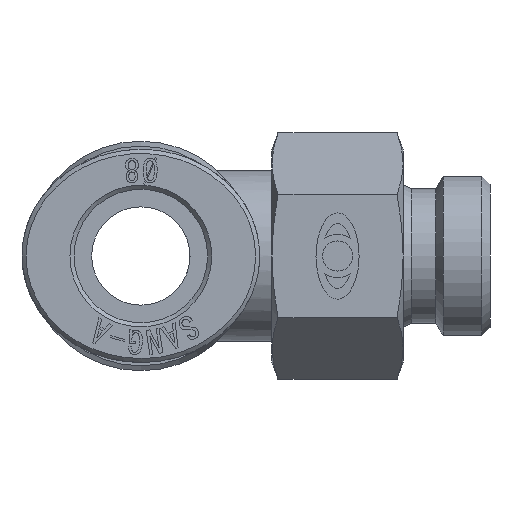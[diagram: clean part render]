
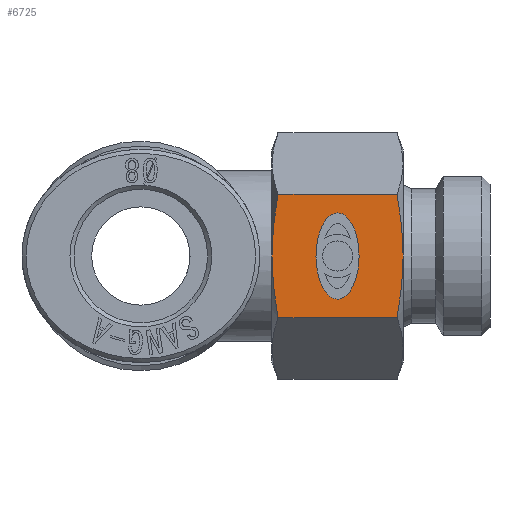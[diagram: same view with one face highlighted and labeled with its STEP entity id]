
A CAD part, left-side view. The second image highlights one B-rep face of the part: STEP entity #6725.
In plain terms, the highlighted face is planar.
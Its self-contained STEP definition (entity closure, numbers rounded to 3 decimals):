
#6607=CARTESIAN_POINT('',(6.5,-4.,-2.63));
#6608=VERTEX_POINT('',#6607);
#6609=CARTESIAN_POINT('',(6.5,-4.,0.));
#6610=DIRECTION('',(-1.0,0.0,0.0));
#6611=DIRECTION('',(0.0,0.0,1.0));
#6612=AXIS2_PLACEMENT_3D('',#6609,#6610,#6611);
#6613=ELLIPSE('',#6612,2.63,1.316);
#6614=EDGE_CURVE('',#6608,#6608,#6613,.T.);
#6639=CARTESIAN_POINT('',(6.5,0.,-3.753));
#6640=DIRECTION('',(1.0,0.0,0.0));
#6641=DIRECTION('',(0.0,0.0,1.0));
#6642=AXIS2_PLACEMENT_3D('',#6639,#6640,#6641);
#6643=PLANE('',#6642);
#6644=CARTESIAN_POINT('',(6.5,-8.,0.0));
#6645=VERTEX_POINT('',#6644);
#6646=CARTESIAN_POINT('',(6.5,-7.634,-3.753));
#6647=VERTEX_POINT('',#6646);
#6648=CARTESIAN_POINT('',(6.5,-8.,0.0));
#6649=CARTESIAN_POINT('',(6.5,-8.,-1.742));
#6650=CARTESIAN_POINT('',(6.5,-7.634,-3.753));
#6658=(BOUNDED_CURVE()B_SPLINE_CURVE(2,(#6648,#6649,#6650),.UNSPECIFIED.,.F.,.U.)B_SPLINE_CURVE_WITH_KNOTS((3,3),(0.643,1.053),.UNSPECIFIED.)CURVE()GEOMETRIC_REPRESENTATION_ITEM()RATIONAL_B_SPLINE_CURVE((1.0,1.061,1.044))REPRESENTATION_ITEM(''));
#6659=EDGE_CURVE('',#6645,#6647,#6658,.T.);
#6660=ORIENTED_EDGE('',*,*,#6659,.T.);
#6661=CARTESIAN_POINT('',(6.5,-0.366,-3.753));
#6662=VERTEX_POINT('',#6661);
#6663=CARTESIAN_POINT('',(6.5,-0.366,-3.753));
#6664=DIRECTION('',(0.0,-1.0,0.0));
#6665=VECTOR('',#6664,7.268);
#6666=LINE('',#6663,#6665);
#6667=EDGE_CURVE('',#6662,#6647,#6666,.T.);
#6668=ORIENTED_EDGE('',*,*,#6667,.F.);
#6669=CARTESIAN_POINT('',(6.5,0.0,0.0));
#6670=VERTEX_POINT('',#6669);
#6671=CARTESIAN_POINT('',(6.5,-0.366,-3.753));
#6672=CARTESIAN_POINT('',(6.5,0.,-1.742));
#6673=CARTESIAN_POINT('',(6.5,0.,0.0));
#6681=(BOUNDED_CURVE()B_SPLINE_CURVE(2,(#6671,#6672,#6673),.UNSPECIFIED.,.F.,.U.)B_SPLINE_CURVE_WITH_KNOTS((3,3),(0.234,0.643),.UNSPECIFIED.)CURVE()GEOMETRIC_REPRESENTATION_ITEM()RATIONAL_B_SPLINE_CURVE((1.044,1.061,1.0))REPRESENTATION_ITEM(''));
#6682=EDGE_CURVE('',#6662,#6670,#6681,.T.);
#6683=ORIENTED_EDGE('',*,*,#6682,.T.);
#6684=CARTESIAN_POINT('',(6.5,-0.366,3.753));
#6685=VERTEX_POINT('',#6684);
#6686=CARTESIAN_POINT('',(6.5,0.,0.0));
#6687=CARTESIAN_POINT('',(6.5,0.,1.742));
#6688=CARTESIAN_POINT('',(6.5,-0.366,3.753));
#6696=(BOUNDED_CURVE()B_SPLINE_CURVE(2,(#6686,#6687,#6688),.UNSPECIFIED.,.F.,.U.)B_SPLINE_CURVE_WITH_KNOTS((3,3),(0.643,1.053),.UNSPECIFIED.)CURVE()GEOMETRIC_REPRESENTATION_ITEM()RATIONAL_B_SPLINE_CURVE((1.0,1.061,1.044))REPRESENTATION_ITEM(''));
#6697=EDGE_CURVE('',#6670,#6685,#6696,.T.);
#6698=ORIENTED_EDGE('',*,*,#6697,.T.);
#6699=CARTESIAN_POINT('',(6.5,-7.634,3.753));
#6700=VERTEX_POINT('',#6699);
#6701=CARTESIAN_POINT('',(6.5,-0.366,3.753));
#6702=DIRECTION('',(0.0,-1.0,0.0));
#6703=VECTOR('',#6702,7.268);
#6704=LINE('',#6701,#6703);
#6705=EDGE_CURVE('',#6685,#6700,#6704,.T.);
#6706=ORIENTED_EDGE('',*,*,#6705,.T.);
#6707=CARTESIAN_POINT('',(6.5,-7.634,3.753));
#6708=CARTESIAN_POINT('',(6.5,-8.,1.742));
#6709=CARTESIAN_POINT('',(6.5,-8.,0.0));
#6717=(BOUNDED_CURVE()B_SPLINE_CURVE(2,(#6707,#6708,#6709),.UNSPECIFIED.,.F.,.U.)B_SPLINE_CURVE_WITH_KNOTS((3,3),(0.234,0.643),.UNSPECIFIED.)CURVE()GEOMETRIC_REPRESENTATION_ITEM()RATIONAL_B_SPLINE_CURVE((1.044,1.061,1.0))REPRESENTATION_ITEM(''));
#6718=EDGE_CURVE('',#6700,#6645,#6717,.T.);
#6719=ORIENTED_EDGE('',*,*,#6718,.T.);
#6720=EDGE_LOOP('',(#6660,#6668,#6683,#6698,#6706,#6719));
#6721=FACE_OUTER_BOUND('',#6720,.T.);
#6722=ORIENTED_EDGE('',*,*,#6614,.T.);
#6723=EDGE_LOOP('',(#6722));
#6724=FACE_BOUND('',#6723,.T.);
#6725=ADVANCED_FACE('',(#6721,#6724),#6643,.T.);
